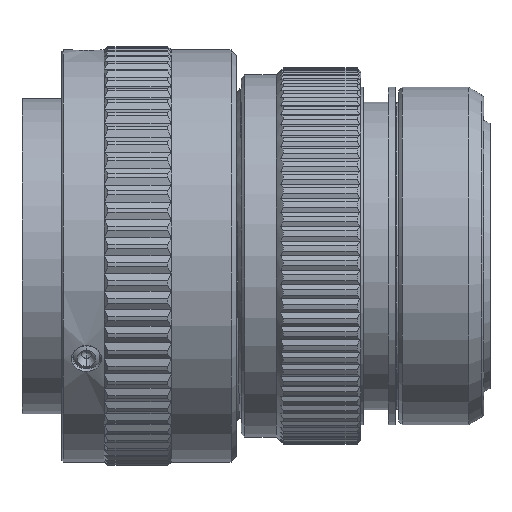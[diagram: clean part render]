
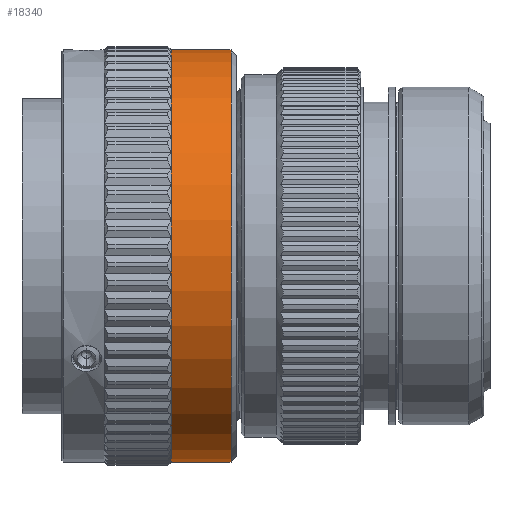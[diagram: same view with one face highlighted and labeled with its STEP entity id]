
A CAD part, top view. The second image highlights one B-rep face of the part: STEP entity #18340.
In plain terms, the highlighted cylindrical face has radius 29.31 mm (diameter 58.62 mm), a partial arc.
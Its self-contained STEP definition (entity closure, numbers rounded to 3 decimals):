
#630=CARTESIAN_POINT('',(29.73,0.,0.));
#631=DIRECTION('',(1.,0.,0.));
#632=DIRECTION('',(0.,1.,0.));
#633=AXIS2_PLACEMENT_3D('',#630,#631,#632);
#645=DIRECTION('',(1.,0.,0.));
#646=VECTOR('',#645,8.49);
#647=CARTESIAN_POINT('',(21.24,29.31,0.));
#648=LINE('2621',#647,#646);
#649=DIRECTION('',(1.,0.,0.));
#650=VECTOR('',#649,8.49);
#651=CARTESIAN_POINT('',(21.24,-29.31,0.));
#652=LINE('2623',#651,#650);
#653=CARTESIAN_POINT('',(21.24,0.,0.));
#654=DIRECTION('',(1.,0.,0.));
#655=DIRECTION('',(0.,1.,0.));
#656=AXIS2_PLACEMENT_3D('',#653,#654,#655);
#16121=CARTESIAN_POINT('',(21.24,-29.31,0.));
#16122=VERTEX_POINT('',#16121);
#16732=CARTESIAN_POINT('',(21.24,29.31,0.));
#16733=VERTEX_POINT('',#16732);
#16738=CARTESIAN_POINT('',(29.73,29.31,0.));
#16739=VERTEX_POINT('',#16738);
#16742=CARTESIAN_POINT('',(29.73,-29.31,0.));
#16743=VERTEX_POINT('',#16742);
#18328=CARTESIAN_POINT('',(31.731,0.,0.));
#18329=DIRECTION('',(-1.,0.,0.));
#18330=DIRECTION('',(0.,-1.,0.));
#18331=AXIS2_PLACEMENT_3D('',#18328,#18329,#18330);
#18332=CYLINDRICAL_SURFACE('665',#18331,29.31);
#18333=ORIENTED_EDGE('2621',*,*,#18311,.T.);
#18334=ORIENTED_EDGE('2629',*,*,#18274,.T.);
#18335=ORIENTED_EDGE('2623',*,*,#18315,.F.);
#18337=ORIENTED_EDGE('2628',*,*,#18336,.F.);
#18338=EDGE_LOOP('665',(#18333,#18334,#18335,#18337));
#18339=FACE_OUTER_BOUND('665',#18338,.F.);
#634=CIRCLE('2629',#633,29.31);
#657=CIRCLE('2628',#656,29.31);
#18274=EDGE_CURVE('2629',#16739,#16743,#634,.T.);
#18311=EDGE_CURVE('2621',#16733,#16739,#648,.T.);
#18315=EDGE_CURVE('2623',#16122,#16743,#652,.T.);
#18336=EDGE_CURVE('2628',#16733,#16122,#657,.T.);
#18340=ADVANCED_FACE('665',(#18339),#18332,.T.);
